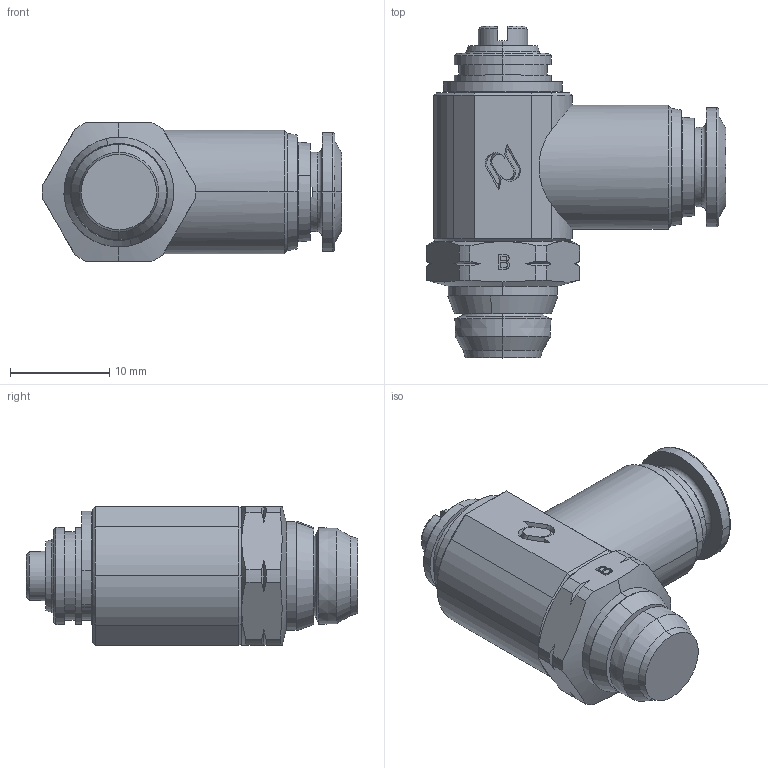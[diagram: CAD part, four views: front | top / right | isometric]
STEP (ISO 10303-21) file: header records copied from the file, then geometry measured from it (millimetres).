
FILE_DESCRIPTION (( 'STEP AP214' ), '1' );
FILE_NAME ('5792000008A.step', '2012-10-22T17:41:47', ( '' ), ( '' ), 'SwSTEP 2.0', 'SolidWorks 2012', '' );
FILE_SCHEMA (( 'AUTOMOTIVE_DESIGN' ));
Length unit declared in the file: millimetre
Products named in the file (1): 5792000008A
Bounding box: 30.25 x 33.5 x 14 mm (x, y, z)
Volume: 5784.2 mm3; surface area: 2648.3 mm2
Topology: 1 solids, 1 shells, 210 faces, 514 edges, 327 vertices
Faces by surface type: plane 83, cone 62, cylinder 47, bspline 10, torus 8
Entity records: 8077 total; most frequent: CARTESIAN_POINT 1868, DIRECTION 1031, ORIENTED_EDGE 1028, EDGE_CURVE 514, AXIS2_PLACEMENT_3D 394, VERTEX_POINT 327, VECTOR 243, LINE 243
